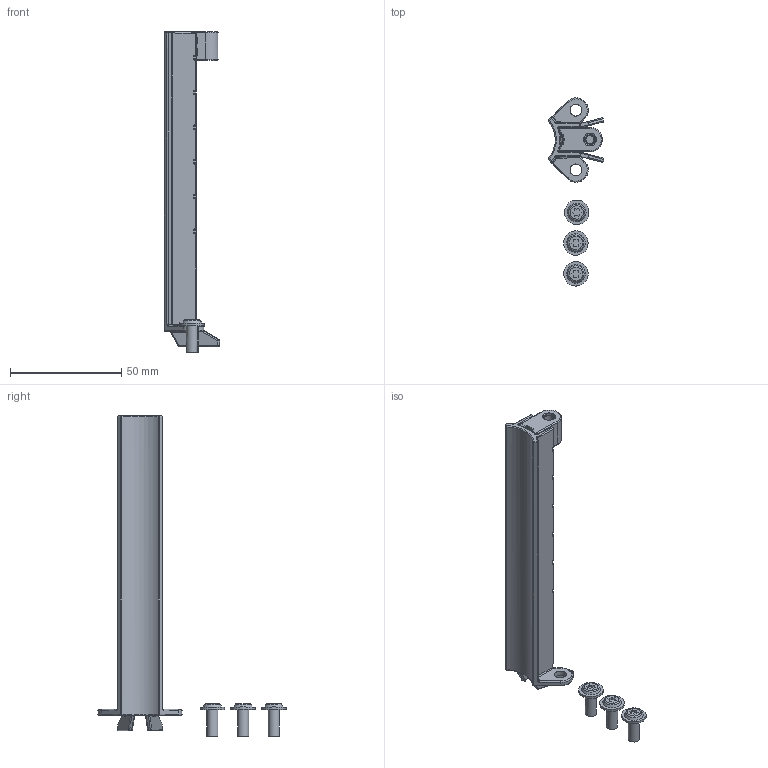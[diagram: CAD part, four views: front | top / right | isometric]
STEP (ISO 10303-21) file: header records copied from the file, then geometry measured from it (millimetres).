
FILE_DESCRIPTION(/* description */ (''),/* implementation_level */ '2;1');
FILE_NAME(/* name */ '0313000042 - Leveladapter MBI-L BK lang.stp',/* time_stamp */ '2024-06-03T09:38:28+02:00',/* author */ ('alexander.rose'),/* organization */ (''),/* preprocessor_version */ 'ST-DEVELOPER v18.1',/* originating_system */ 'Autodesk Inventor 2022',/* authorisation */ '');
FILE_SCHEMA (('AUTOMOTIVE_DESIGN { 1 0 10303 214 3 1 1 }'));
Length unit declared in the file: millimetre
Products named in the file (4): 0313000042 - Leveladapter MBI-L BK lang; 0900000006 - Leveladapter MBI-L BK lang; 0900000007 - Leveladapter MBI-L BK Anschraubpunkt; E5451VZ5012
Assembly tree (5 placements, depth 2):
  0313000042 - Leveladapter MBI-L BK lang
    0900000006 - Leveladapter MBI-L BK lang
    0900000007 - Leveladapter MBI-L BK Anschraubpunkt
    E5451VZ5012  x3
Bounding box: 25.03 x 84.56 x 144.08 mm (x, y, z)
Volume: 20034.3 mm3; surface area: 17408.6 mm2
Topology: 5 solids, 5 shells, 2229 faces, 4931 edges, 2610 vertices
Faces by surface type: cylinder 886, bspline 581, plane 385, sphere 346, torus 22, cone 9
Full cylindrical faces by diameter (mm): 4.2 x1, 5 x3, 11 x3
Entity records: 73284 total; most frequent: CARTESIAN_POINT 27278, DIRECTION 9833, ORIENTED_EDGE 9448, EDGE_CURVE 4724, AXIS2_PLACEMENT_3D 4020, VERTEX_POINT 2548, EDGE_LOOP 2196, FACE_OUTER_BOUND 2187
